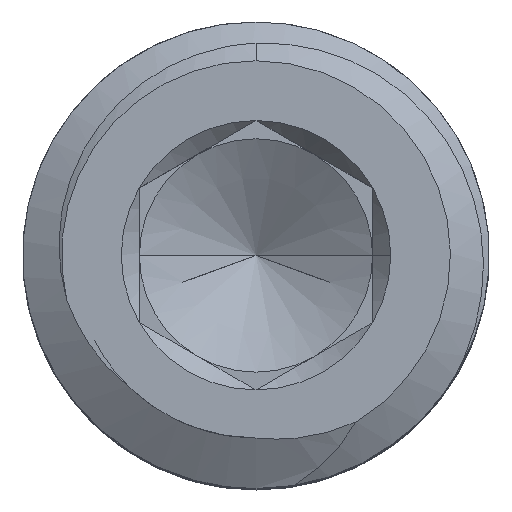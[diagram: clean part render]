
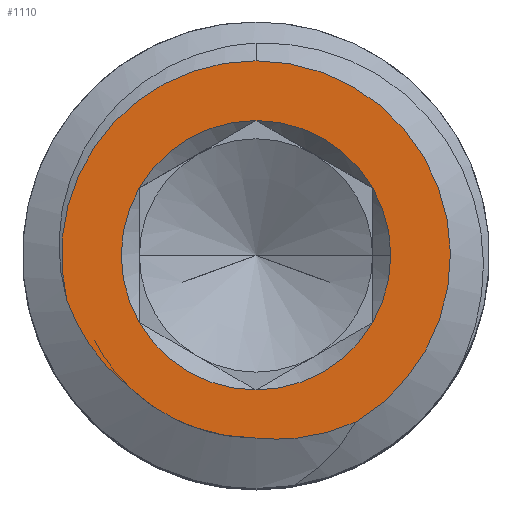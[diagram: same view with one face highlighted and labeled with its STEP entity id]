
A CAD part, top view. The second image highlights one B-rep face of the part: STEP entity #1110.
In plain terms, the highlighted planar face has unit normal (0, 0, 1).
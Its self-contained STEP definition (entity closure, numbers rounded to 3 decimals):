
#28 = VERTEX_POINT ( 'NONE', #2225 ) ;
#51 = FACE_BOUND ( 'NONE', #2778, .T. ) ;
#55 = CARTESIAN_POINT ( 'NONE',  ( 0., 0., 3. ) ) ;
#72 = CIRCLE ( 'NONE', #3036, 0.866 ) ;
#94 = ORIENTED_EDGE ( 'NONE', *, *, #2560, .F. ) ;
#99 = ORIENTED_EDGE ( 'NONE', *, *, #1627, .F. ) ;
#130 = AXIS2_PLACEMENT_3D ( 'NONE', #2777, #1572, #415 ) ;
#152 = CARTESIAN_POINT ( 'NONE',  ( 0., 0., 3. ) ) ;
#169 = CIRCLE ( 'NONE', #2334, 0.866 ) ;
#216 = ORIENTED_EDGE ( 'NONE', *, *, #1046, .F. ) ;
#246 = ORIENTED_EDGE ( 'NONE', *, *, #3005, .F. ) ;
#258 = EDGE_CURVE ( 'NONE', #1036, #3066, #169, .T. ) ;
#299 = DIRECTION ( 'NONE',  ( 1., 0., 0. ) ) ;
#309 = DIRECTION ( 'NONE',  ( 0., 0., 1. ) ) ;
#340 = CARTESIAN_POINT ( 'NONE',  ( -1.216, -0.29, 3. ) ) ;
#358 = CARTESIAN_POINT ( 'NONE',  ( -0.75, 0.433, 3. ) ) ;
#372 = CARTESIAN_POINT ( 'NONE',  ( 0.644, -1.071, 3. ) ) ;
#376 = CARTESIAN_POINT ( 'NONE',  ( 0., 0., 3. ) ) ;
#415 = DIRECTION ( 'NONE',  ( 1., 0., 0. ) ) ;
#464 = B_SPLINE_CURVE_WITH_KNOTS ( 'NONE', 3,
 ( #875, #2565, #3020, #1848 ),
 .UNSPECIFIED., .F., .F.,
 ( 4, 4 ),
 ( 0.001, 0.002 ),
 .UNSPECIFIED. ) ;
#469 = VERTEX_POINT ( 'NONE', #372 ) ;
#484 = CARTESIAN_POINT ( 'NONE',  ( -1.216, -0.29, 3. ) ) ;
#493 = CARTESIAN_POINT ( 'NONE',  ( 0., -0.866, 3. ) ) ;
#563 = DIRECTION ( 'NONE',  ( 0., 0., 1. ) ) ;
#590 = DIRECTION ( 'NONE',  ( 0., 0., 1. ) ) ;
#604 = CIRCLE ( 'NONE', #2186, 0.866 ) ;
#641 = ORIENTED_EDGE ( 'NONE', *, *, #2698, .T. ) ;
#663 = VERTEX_POINT ( 'NONE', #2061 ) ;
#672 = EDGE_CURVE ( 'NONE', #663, #916, #2867, .T. ) ;
#758 = DIRECTION ( 'NONE',  ( 0., 0., -1. ) ) ;
#762 = CIRCLE ( 'NONE', #1297, 0.866 ) ;
#798 = CIRCLE ( 'NONE', #130, 0.866 ) ;
#802 = DIRECTION ( 'NONE',  ( 1., 0., 0. ) ) ;
#875 = CARTESIAN_POINT ( 'NONE',  ( 0.644, -1.071, 3. ) ) ;
#891 = CARTESIAN_POINT ( 'NONE',  ( 0.866, 0., 3. ) ) ;
#916 = VERTEX_POINT ( 'NONE', #1676 ) ;
#934 = DIRECTION ( 'NONE',  ( 0., 0., 1. ) ) ;
#984 = B_SPLINE_CURVE_WITH_KNOTS ( 'NONE', 3,
 ( #3063, #2864, #2841, #484 ),
 .UNSPECIFIED., .F., .F.,
 ( 4, 4 ),
 ( 0., 0.001 ),
 .UNSPECIFIED. ) ;
#1004 = CARTESIAN_POINT ( 'NONE',  ( 0.75, 0.433, 3. ) ) ;
#1036 = VERTEX_POINT ( 'NONE', #1004 ) ;
#1046 = EDGE_CURVE ( 'NONE', #28, #2920, #762, .T. ) ;
#1072 = AXIS2_PLACEMENT_3D ( 'NONE', #55, #309, #1973 ) ;
#1092 = CARTESIAN_POINT ( 'NONE',  ( -0.153, -1.175, 3. ) ) ;
#1105 = EDGE_LOOP ( 'NONE', ( #99, #641, #2696, #94, #1443 ) ) ;
#1110 = ADVANCED_FACE ( 'NONE', ( #51, #1909 ), #2197, .F. ) ;
#1151 = EDGE_CURVE ( 'NONE', #1838, #1036, #1612, .T. ) ;
#1262 = CARTESIAN_POINT ( 'NONE',  ( 0., 0., 3. ) ) ;
#1297 = AXIS2_PLACEMENT_3D ( 'NONE', #1262, #2647, #299 ) ;
#1299 = EDGE_CURVE ( 'NONE', #2920, #2332, #798, .T. ) ;
#1372 = CARTESIAN_POINT ( 'NONE',  ( -0.714, -0.946, 3. ) ) ;
#1443 = ORIENTED_EDGE ( 'NONE', *, *, #672, .F. ) ;
#1453 = EDGE_CURVE ( 'NONE', #2511, #2252, #2799, .T. ) ;
#1499 = CARTESIAN_POINT ( 'NONE',  ( 0., 0., 3. ) ) ;
#1509 = CARTESIAN_POINT ( 'NONE',  ( 0.75, -0.433, 3. ) ) ;
#1536 = DIRECTION ( 'NONE',  ( 1., 0., 0. ) ) ;
#1572 = DIRECTION ( 'NONE',  ( 0., 0., 1. ) ) ;
#1593 = CIRCLE ( 'NONE', #1072, 0.866 ) ;
#1612 = CIRCLE ( 'NONE', #2135, 0.866 ) ;
#1627 = EDGE_CURVE ( 'NONE', #469, #663, #464, .T. ) ;
#1676 = CARTESIAN_POINT ( 'NONE',  ( -0.823, -0.839, 3. ) ) ;
#1734 = DIRECTION ( 'NONE',  ( 1., 0., 0. ) ) ;
#1773 = ORIENTED_EDGE ( 'NONE', *, *, #2971, .F. ) ;
#1838 = VERTEX_POINT ( 'NONE', #891 ) ;
#1848 = CARTESIAN_POINT ( 'NONE',  ( 0., -1.175, 3. ) ) ;
#1871 = AXIS2_PLACEMENT_3D ( 'NONE', #152, #2503, #2547 ) ;
#1877 = DIRECTION ( 'NONE',  ( 0., 0., 1. ) ) ;
#1909 = FACE_OUTER_BOUND ( 'NONE', #1105, .T. ) ;
#1958 = ORIENTED_EDGE ( 'NONE', *, *, #1151, .F. ) ;
#1961 = CARTESIAN_POINT ( 'NONE',  ( 0., 0., 3. ) ) ;
#1973 = DIRECTION ( 'NONE',  ( 1., 0., 0. ) ) ;
#2000 = EDGE_CURVE ( 'NONE', #2332, #1838, #604, .T. ) ;
#2006 = AXIS2_PLACEMENT_3D ( 'NONE', #2761, #934, #2784 ) ;
#2061 = CARTESIAN_POINT ( 'NONE',  ( 0., -1.175, 3. ) ) ;
#2135 = AXIS2_PLACEMENT_3D ( 'NONE', #376, #590, #1536 ) ;
#2186 = AXIS2_PLACEMENT_3D ( 'NONE', #2359, #1877, #2389 ) ;
#2187 = CIRCLE ( 'NONE', #2006, 1.25 ) ;
#2197 = PLANE ( 'NONE',  #2253 ) ;
#2210 = VERTEX_POINT ( 'NONE', #358 ) ;
#2225 = CARTESIAN_POINT ( 'NONE',  ( -0.75, -0.433, 3. ) ) ;
#2252 = VERTEX_POINT ( 'NONE', #340 ) ;
#2253 = AXIS2_PLACEMENT_3D ( 'NONE', #2415, #758, #2426 ) ;
#2303 = CARTESIAN_POINT ( 'NONE',  ( 0., -1.175, 3. ) ) ;
#2332 = VERTEX_POINT ( 'NONE', #1509 ) ;
#2334 = AXIS2_PLACEMENT_3D ( 'NONE', #1961, #563, #802 ) ;
#2337 = CARTESIAN_POINT ( 'NONE',  ( -0.586, -1.03, 3. ) ) ;
#2359 = CARTESIAN_POINT ( 'NONE',  ( 0., 0., 3. ) ) ;
#2389 = DIRECTION ( 'NONE',  ( 1., 0., 0. ) ) ;
#2415 = CARTESIAN_POINT ( 'NONE',  ( 0., 0., 3. ) ) ;
#2426 = DIRECTION ( 'NONE',  ( 0., 1., 0. ) ) ;
#2428 = CARTESIAN_POINT ( 'NONE',  ( 0., 0.866, 3. ) ) ;
#2503 = DIRECTION ( 'NONE',  ( 0., 0., 1. ) ) ;
#2511 = VERTEX_POINT ( 'NONE', #2569 ) ;
#2547 = DIRECTION ( 'NONE',  ( 0., -1., 0. ) ) ;
#2551 = CARTESIAN_POINT ( 'NONE',  ( -0.823, -0.839, 3. ) ) ;
#2560 = EDGE_CURVE ( 'NONE', #916, #2252, #984, .T. ) ;
#2565 = CARTESIAN_POINT ( 'NONE',  ( 0.443, -1.163, 3. ) ) ;
#2569 = CARTESIAN_POINT ( 'NONE',  ( 0., 1.25, 3. ) ) ;
#2647 = DIRECTION ( 'NONE',  ( 0., 0., 1. ) ) ;
#2680 = DIRECTION ( 'NONE',  ( 0., 0., 1. ) ) ;
#2696 = ORIENTED_EDGE ( 'NONE', *, *, #1453, .T. ) ;
#2698 = EDGE_CURVE ( 'NONE', #469, #2511, #2187, .T. ) ;
#2761 = CARTESIAN_POINT ( 'NONE',  ( 0., 0., 3. ) ) ;
#2777 = CARTESIAN_POINT ( 'NONE',  ( 0., 0., 3. ) ) ;
#2778 = EDGE_LOOP ( 'NONE', ( #1773, #2964, #1958, #3026, #3043, #216, #246 ) ) ;
#2784 = DIRECTION ( 'NONE',  ( 0., -1., 0. ) ) ;
#2792 = CARTESIAN_POINT ( 'NONE',  ( -0.304, -1.145, 3. ) ) ;
#2799 = CIRCLE ( 'NONE', #1871, 1.25 ) ;
#2841 = CARTESIAN_POINT ( 'NONE',  ( -1.139, -0.505, 3. ) ) ;
#2864 = CARTESIAN_POINT ( 'NONE',  ( -1.005, -0.698, 3. ) ) ;
#2867 = B_SPLINE_CURVE_WITH_KNOTS ( 'NONE', 3,
 ( #2303, #1092, #2792, #2337, #1372, #2551 ),
 .UNSPECIFIED., .F., .F.,
 ( 4, 2, 4 ),
 ( 0., 0., 0.001 ),
 .UNSPECIFIED. ) ;
#2920 = VERTEX_POINT ( 'NONE', #493 ) ;
#2964 = ORIENTED_EDGE ( 'NONE', *, *, #258, .F. ) ;
#2971 = EDGE_CURVE ( 'NONE', #3066, #2210, #1593, .T. ) ;
#3005 = EDGE_CURVE ( 'NONE', #2210, #28, #72, .T. ) ;
#3020 = CARTESIAN_POINT ( 'NONE',  ( 0.22, -1.199, 3. ) ) ;
#3026 = ORIENTED_EDGE ( 'NONE', *, *, #2000, .F. ) ;
#3036 = AXIS2_PLACEMENT_3D ( 'NONE', #1499, #2680, #1734 ) ;
#3043 = ORIENTED_EDGE ( 'NONE', *, *, #1299, .F. ) ;
#3063 = CARTESIAN_POINT ( 'NONE',  ( -0.823, -0.839, 3. ) ) ;
#3066 = VERTEX_POINT ( 'NONE', #2428 ) ;
